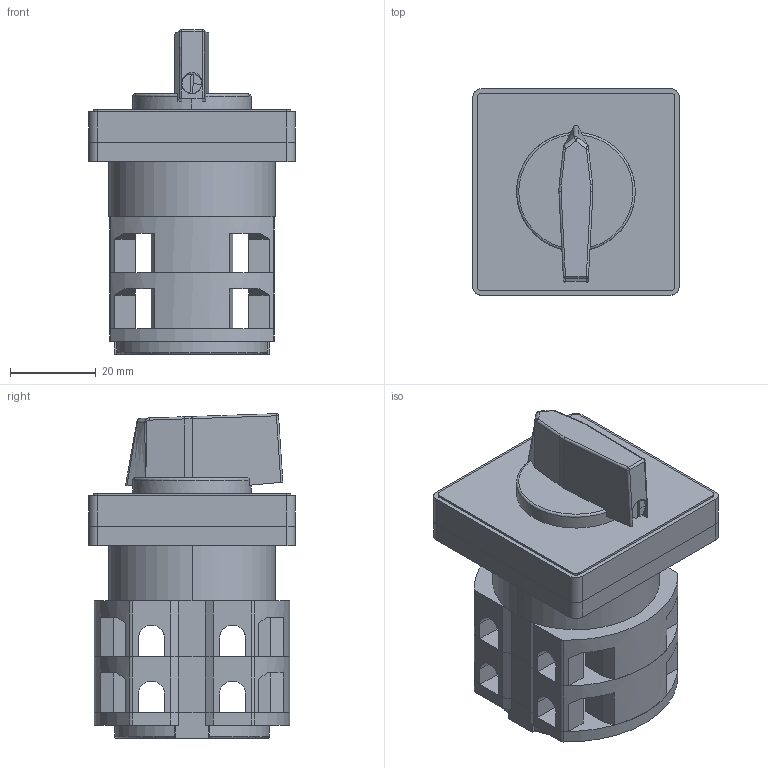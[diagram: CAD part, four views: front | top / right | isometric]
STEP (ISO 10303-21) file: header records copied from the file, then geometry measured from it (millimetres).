
FILE_DESCRIPTION(('TFLEX Exchange Step'),'2;1');
FILE_NAME('4G25-55-U K1 2 ряда.stp', '2024-12-24T13:20:50+03:00',('nikolaeva'),('Unknown organisation'),'TFLEX Exchange 2019.0','T-FLEX CAD','Unknown authorisation');
FILE_SCHEMA( ('AUTOMOTIVE_DESIGN { 1 0 10303 214 1 1 1 1 }') );
Length unit declared in the file: millimetre
Products named in the file (1): BUFFER:0000004C659FC830 
Bounding box: 48 x 48 x 75.55 mm (x, y, z)
Volume: 77764.9 mm3; surface area: 44583.4 mm2
Topology: 15 solids, 15 shells, 472 faces, 1255 edges, 822 vertices
Faces by surface type: plane 285, cylinder 115, bspline 62, torus 8, sphere 2
Entity records: 26814 total; most frequent: CARTESIAN_POINT 17698, ORIENTED_EDGE 2508, B_SPLINE_CURVE_WITH_KNOTS 1254, EDGE_CURVE 1254, DIRECTION 822, VERTEX_POINT 822, EDGE_LOOP 516, FACE_BOUND 516
